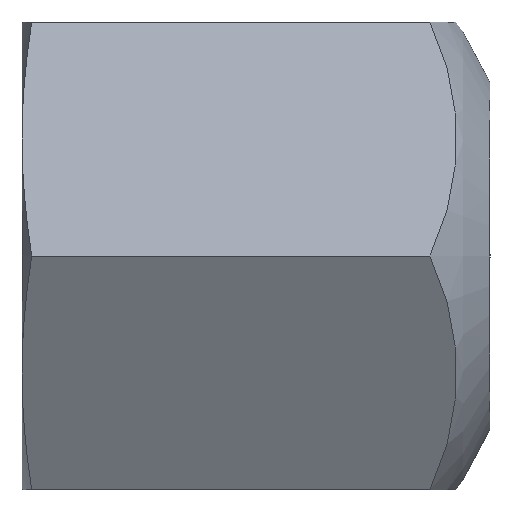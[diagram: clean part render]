
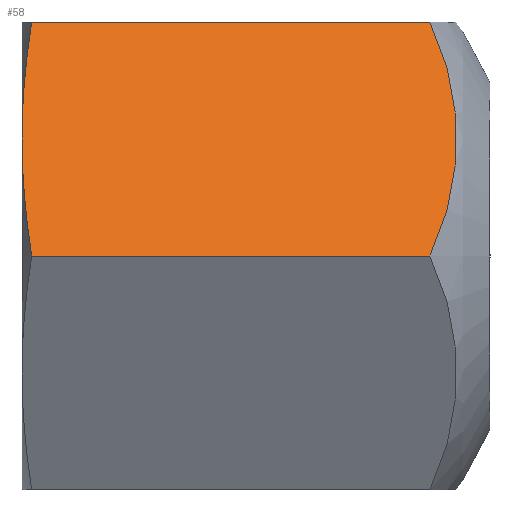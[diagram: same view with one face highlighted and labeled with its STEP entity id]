
A CAD part, front view. The second image highlights one B-rep face of the part: STEP entity #58.
In plain terms, the highlighted planar face has unit normal (0, -0.866, 0.5).
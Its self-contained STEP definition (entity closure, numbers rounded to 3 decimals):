
#58 = ADVANCED_FACE( '', ( #122 ), #123, .F. );
#122 = FACE_OUTER_BOUND( '', #189, .T. );
#123 = PLANE( '', #190 );
#189 = EDGE_LOOP( '', ( #282, #283, #284, #285, #286 ) );
#190 = AXIS2_PLACEMENT_3D( '', #287, #288, #289 );
#282 = ORIENTED_EDGE( '', *, *, #395, .F. );
#283 = ORIENTED_EDGE( '', *, *, #396, .T. );
#284 = ORIENTED_EDGE( '', *, *, #368, .T. );
#285 = ORIENTED_EDGE( '', *, *, #397, .F. );
#286 = ORIENTED_EDGE( '', *, *, #398, .F. );
#287 = CARTESIAN_POINT( '', ( 0., -7.794, 13.5 ) );
#288 = DIRECTION( '', ( 0., 0.866, -0.5 ) );
#289 = DIRECTION( '', ( 0., 0.5, 0.866 ) );
#368 = EDGE_CURVE( '', #423, #424, #425, .T. );
#395 = EDGE_CURVE( '', #467, #468, #469, .T. );
#396 = EDGE_CURVE( '', #467, #423, #470, .F. );
#397 = EDGE_CURVE( '', #471, #424, #472, .T. );
#398 = EDGE_CURVE( '', #468, #471, #473, .T. );
#423 = VERTEX_POINT( '', #499 );
#424 = VERTEX_POINT( '', #500 );
#425 = LINE( '', #501, #502 );
#467 = VERTEX_POINT( '', #583 );
#468 = VERTEX_POINT( '', #584 );
#469 = LINE( '', #585, #586 );
#470 = CIRCLE( '', #587, 20.445 );
#471 = VERTEX_POINT( '', #588 );
#472 = B_SPLINE_CURVE_WITH_KNOTS( '', 3, ( #589, #590, #591, #592, #593, #594 ), .UNSPECIFIED., .F., .F., ( 4, 2, 4 ), ( 0.008, 0.012, 0.016 ), .UNSPECIFIED. );
#473 = B_SPLINE_CURVE_WITH_KNOTS( '', 3, ( #595, #596, #597, #598, #599, #600 ), .UNSPECIFIED., .F., .F., ( 4, 2, 4 ), ( 0., 0.004, 0.008 ), .UNSPECIFIED. );
#499 = CARTESIAN_POINT( '', ( -3.465, -7.794, 13.5 ) );
#500 = CARTESIAN_POINT( '', ( -26.44, -7.794, 13.5 ) );
#501 = CARTESIAN_POINT( '', ( 0., -7.794, 13.5 ) );
#502 = VECTOR( '', #641, 1000. );
#583 = CARTESIAN_POINT( '', ( -3.465, -15.588, 0. ) );
#584 = CARTESIAN_POINT( '', ( -26.44, -15.588, 0. ) );
#585 = CARTESIAN_POINT( '', ( 0., -15.588, 0. ) );
#586 = VECTOR( '', #670, 1000. );
#587 = AXIS2_PLACEMENT_3D( '', #671, #672, #673 );
#588 = CARTESIAN_POINT( '', ( -27., -11.691, 6.75 ) );
#589 = CARTESIAN_POINT( '', ( -27., -11.691, 6.75 ) );
#590 = CARTESIAN_POINT( '', ( -27., -11.042, 7.875 ) );
#591 = CARTESIAN_POINT( '', ( -26.949, -10.392, 9. ) );
#592 = CARTESIAN_POINT( '', ( -26.756, -9.093, 11.25 ) );
#593 = CARTESIAN_POINT( '', ( -26.614, -8.444, 12.375 ) );
#594 = CARTESIAN_POINT( '', ( -26.44, -7.794, 13.5 ) );
#595 = CARTESIAN_POINT( '', ( -26.44, -15.588, 0. ) );
#596 = CARTESIAN_POINT( '', ( -26.614, -14.939, 1.125 ) );
#597 = CARTESIAN_POINT( '', ( -26.756, -14.289, 2.25 ) );
#598 = CARTESIAN_POINT( '', ( -26.949, -12.99, 4.5 ) );
#599 = CARTESIAN_POINT( '', ( -27., -12.341, 5.625 ) );
#600 = CARTESIAN_POINT( '', ( -27., -11.691, 6.75 ) );
#641 = DIRECTION( '', ( -1., 0., 0. ) );
#670 = DIRECTION( '', ( -1., 0., 0. ) );
#671 = CARTESIAN_POINT( '', ( -22.366, -11.691, 6.75 ) );
#672 = DIRECTION( '', ( 0., 0.866, -0.5 ) );
#673 = DIRECTION( '', ( 0., 0.5, 0.866 ) );
